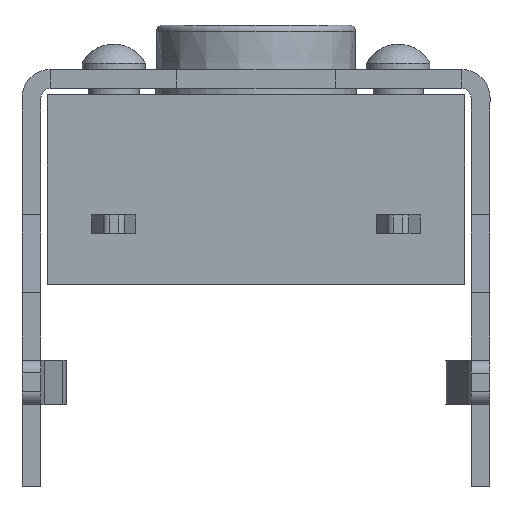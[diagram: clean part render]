
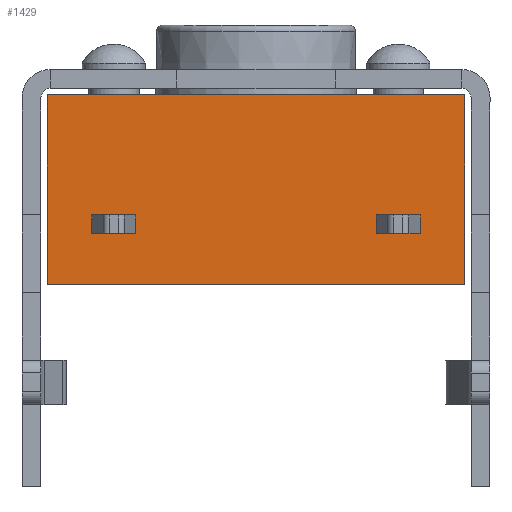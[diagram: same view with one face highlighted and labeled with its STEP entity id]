
A CAD part, front view. The second image highlights one B-rep face of the part: STEP entity #1429.
In plain terms, the highlighted planar face has unit normal (0, -1, 0).
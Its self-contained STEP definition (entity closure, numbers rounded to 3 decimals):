
#45 = VERTEX_POINT ( 'NONE', #1888 ) ;
#49 = EDGE_CURVE ( 'NONE', #45, #57, #1886, .T. ) ;
#57 = VERTEX_POINT ( 'NONE', #1930 ) ;
#1415 = EDGE_CURVE ( 'NONE', #1416, #45, #4130, .T. ) ;
#1416 = VERTEX_POINT ( 'NONE', #4126 ) ;
#1417 = ORIENTED_EDGE ( 'NONE', *, *, #49, .T. ) ;
#1418 = ORIENTED_EDGE ( 'NONE', *, *, #1419, .T. ) ;
#1419 = EDGE_CURVE ( 'NONE', #57, #1420, #4125, .T. ) ;
#1420 = VERTEX_POINT ( 'NONE', #4121 ) ;
#1429 = ADVANCED_FACE ( 'NONE', ( #4160, #4159, #4158 ), #4203, .F. ) ;
#1430 = EDGE_LOOP ( 'NONE', ( #1431, #1489, #1492, #1495 ) ) ;
#1431 = ORIENTED_EDGE ( 'NONE', *, *, #1432, .F. ) ;
#1432 = EDGE_CURVE ( 'NONE', #1433, #1434, #4198, .T. ) ;
#1433 = VERTEX_POINT ( 'NONE', #4194 ) ;
#1434 = VERTEX_POINT ( 'NONE', #4193 ) ;
#1464 = EDGE_CURVE ( 'NONE', #1487, #1481, #4233, .T. ) ;
#1475 = ORIENTED_EDGE ( 'NONE', *, *, #1476, .T. ) ;
#1476 = EDGE_CURVE ( 'NONE', #1420, #1416, #4296, .T. ) ;
#1477 = EDGE_LOOP ( 'NONE', ( #1478, #1482, #1485, #1488 ) ) ;
#1478 = ORIENTED_EDGE ( 'NONE', *, *, #1479, .F. ) ;
#1479 = EDGE_CURVE ( 'NONE', #1480, #1481, #4292, .T. ) ;
#1480 = VERTEX_POINT ( 'NONE', #4346 ) ;
#1481 = VERTEX_POINT ( 'NONE', #4345 ) ;
#1482 = ORIENTED_EDGE ( 'NONE', *, *, #1483, .T. ) ;
#1483 = EDGE_CURVE ( 'NONE', #1480, #1484, #4344, .T. ) ;
#1484 = VERTEX_POINT ( 'NONE', #4340 ) ;
#1485 = ORIENTED_EDGE ( 'NONE', *, *, #1486, .T. ) ;
#1486 = EDGE_CURVE ( 'NONE', #1484, #1487, #4339, .T. ) ;
#1487 = VERTEX_POINT ( 'NONE', #4335 ) ;
#1488 = ORIENTED_EDGE ( 'NONE', *, *, #1464, .T. ) ;
#1489 = ORIENTED_EDGE ( 'NONE', *, *, #1490, .F. ) ;
#1490 = EDGE_CURVE ( 'NONE', #1491, #1433, #4334, .T. ) ;
#1491 = VERTEX_POINT ( 'NONE', #4330 ) ;
#1492 = ORIENTED_EDGE ( 'NONE', *, *, #1493, .T. ) ;
#1493 = EDGE_CURVE ( 'NONE', #1491, #1494, #4329, .T. ) ;
#1494 = VERTEX_POINT ( 'NONE', #4325 ) ;
#1495 = ORIENTED_EDGE ( 'NONE', *, *, #1496, .F. ) ;
#1496 = EDGE_CURVE ( 'NONE', #1434, #1494, #4324, .T. ) ;
#1497 = EDGE_LOOP ( 'NONE', ( #1498, #1417, #1418, #1475 ) ) ;
#1498 = ORIENTED_EDGE ( 'NONE', *, *, #1415, .T. ) ;
#1883 = DIRECTION ( 'NONE',  ( -1., 0., 0. ) ) ;
#1884 = VECTOR ( 'NONE', #1883, 1000. ) ;
#1885 = CARTESIAN_POINT ( 'NONE',  ( 3.3, 0.3, 4.55 ) ) ;
#1886 = LINE ( 'NONE', #1885, #1884 ) ;
#1888 = CARTESIAN_POINT ( 'NONE',  ( 3.3, 0.3, 4.55 ) ) ;
#1930 = CARTESIAN_POINT ( 'NONE',  ( -3.3, 0.3, 4.55 ) ) ;
#4121 = CARTESIAN_POINT ( 'NONE',  ( -3.3, 0.3, 1.55 ) ) ;
#4122 = DIRECTION ( 'NONE',  ( 0., 0., -1. ) ) ;
#4123 = VECTOR ( 'NONE', #4122, 1000. ) ;
#4124 = CARTESIAN_POINT ( 'NONE',  ( -3.3, 0.3, 4.55 ) ) ;
#4125 = LINE ( 'NONE', #4124, #4123 ) ;
#4126 = CARTESIAN_POINT ( 'NONE',  ( 3.3, 0.3, 1.55 ) ) ;
#4127 = DIRECTION ( 'NONE',  ( 0., 0., 1. ) ) ;
#4128 = VECTOR ( 'NONE', #4127, 1000. ) ;
#4129 = CARTESIAN_POINT ( 'NONE',  ( 3.3, 0.3, 4.55 ) ) ;
#4130 = LINE ( 'NONE', #4129, #4128 ) ;
#4158 = FACE_BOUND ( 'NONE', #1477, .T. ) ;
#4159 = FACE_OUTER_BOUND ( 'NONE', #1497, .T. ) ;
#4160 = FACE_BOUND ( 'NONE', #1430, .T. ) ;
#4193 = CARTESIAN_POINT ( 'NONE',  ( 1.9, 0.3, 2.65 ) ) ;
#4194 = CARTESIAN_POINT ( 'NONE',  ( 2.6, 0.3, 2.65 ) ) ;
#4195 = DIRECTION ( 'NONE',  ( -1., 0., 0. ) ) ;
#4196 = VECTOR ( 'NONE', #4195, 1000. ) ;
#4197 = CARTESIAN_POINT ( 'NONE',  ( 3.25, 0.3, 2.65 ) ) ;
#4198 = LINE ( 'NONE', #4197, #4196 ) ;
#4199 = DIRECTION ( 'NONE',  ( 1., 0., 0. ) ) ;
#4200 = DIRECTION ( 'NONE',  ( 0., 1., 0. ) ) ;
#4201 = CARTESIAN_POINT ( 'NONE',  ( 3.25, 0.3, -0.3 ) ) ;
#4202 = AXIS2_PLACEMENT_3D ( 'NONE', #4201, #4200, #4199 ) ;
#4203 = PLANE ( 'NONE',  #4202 ) ;
#4232 = CARTESIAN_POINT ( 'NONE',  ( -2.6, 0.3, -0.3 ) ) ;
#4233 = LINE ( 'NONE', #4232, #4288 ) ;
#4287 = DIRECTION ( 'NONE',  ( 0., 0., 1. ) ) ;
#4288 = VECTOR ( 'NONE', #4287, 1000. ) ;
#4289 = DIRECTION ( 'NONE',  ( -1., 0., 0. ) ) ;
#4290 = VECTOR ( 'NONE', #4289, 1000. ) ;
#4291 = CARTESIAN_POINT ( 'NONE',  ( 3.25, 0.3, 2.65 ) ) ;
#4292 = LINE ( 'NONE', #4291, #4290 ) ;
#4293 = DIRECTION ( 'NONE',  ( 1., 0., 0. ) ) ;
#4294 = VECTOR ( 'NONE', #4293, 1000. ) ;
#4295 = CARTESIAN_POINT ( 'NONE',  ( 3.3, 0.3, 1.55 ) ) ;
#4296 = LINE ( 'NONE', #4295, #4294 ) ;
#4321 = DIRECTION ( 'NONE',  ( 0., 0., -1. ) ) ;
#4322 = VECTOR ( 'NONE', #4321, 1000. ) ;
#4323 = CARTESIAN_POINT ( 'NONE',  ( 1.9, 0.3, -0.3 ) ) ;
#4324 = LINE ( 'NONE', #4323, #4322 ) ;
#4325 = CARTESIAN_POINT ( 'NONE',  ( 1.9, 0.3, 2.35 ) ) ;
#4326 = DIRECTION ( 'NONE',  ( -1., 0., 0. ) ) ;
#4327 = VECTOR ( 'NONE', #4326, 1000. ) ;
#4328 = CARTESIAN_POINT ( 'NONE',  ( 3.25, 0.3, 2.35 ) ) ;
#4329 = LINE ( 'NONE', #4328, #4327 ) ;
#4330 = CARTESIAN_POINT ( 'NONE',  ( 2.6, 0.3, 2.35 ) ) ;
#4331 = DIRECTION ( 'NONE',  ( 0., 0., 1. ) ) ;
#4332 = VECTOR ( 'NONE', #4331, 1000. ) ;
#4333 = CARTESIAN_POINT ( 'NONE',  ( 2.6, 0.3, -0.3 ) ) ;
#4334 = LINE ( 'NONE', #4333, #4332 ) ;
#4335 = CARTESIAN_POINT ( 'NONE',  ( -2.6, 0.3, 2.35 ) ) ;
#4336 = DIRECTION ( 'NONE',  ( -1., 0., 0. ) ) ;
#4337 = VECTOR ( 'NONE', #4336, 1000. ) ;
#4338 = CARTESIAN_POINT ( 'NONE',  ( 3.25, 0.3, 2.35 ) ) ;
#4339 = LINE ( 'NONE', #4338, #4337 ) ;
#4340 = CARTESIAN_POINT ( 'NONE',  ( -1.9, 0.3, 2.35 ) ) ;
#4341 = DIRECTION ( 'NONE',  ( 0., 0., -1. ) ) ;
#4342 = VECTOR ( 'NONE', #4341, 1000. ) ;
#4343 = CARTESIAN_POINT ( 'NONE',  ( -1.9, 0.3, -0.3 ) ) ;
#4344 = LINE ( 'NONE', #4343, #4342 ) ;
#4345 = CARTESIAN_POINT ( 'NONE',  ( -2.6, 0.3, 2.65 ) ) ;
#4346 = CARTESIAN_POINT ( 'NONE',  ( -1.9, 0.3, 2.65 ) ) ;
